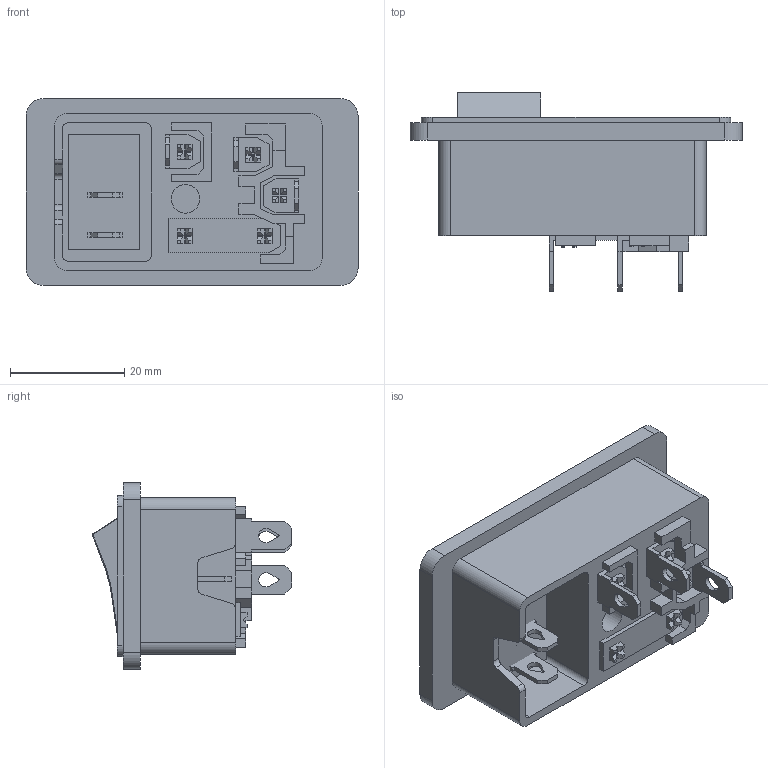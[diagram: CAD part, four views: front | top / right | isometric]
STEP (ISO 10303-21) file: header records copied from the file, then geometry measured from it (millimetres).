
FILE_DESCRIPTION(/* description */ (''),/* implementation_level */ '2;1');
FILE_NAME(/* name */ '0f548eda-29a9-403f-9a1a-a60aa357766a.stp',/* time_stamp */ '2018-01-15T08:10:54+00:00',/* author */ (''),/* organization */ (''),/* preprocessor_version */ 'ST-DEVELOPER v16.13',/* originating_system */ 'Autodesk Translation Framework v6.5.0.72',/* authorisation */ '');
FILE_SCHEMA (('AUTOMOTIVE_DESIGN { 1 0 10303 214 3 1 1 }'));
Length unit declared in the file: millimetre
Products named in the file (1): AC Power PLUG w. fuse
Bounding box: 58.1 x 34.85 x 32.67 mm (x, y, z)
Volume: 18987.1 mm3; surface area: 13186.9 mm2
Topology: 11 solids, 11 shells, 419 faces, 1124 edges, 742 vertices
Faces by surface type: plane 357, cylinder 53, bspline 7, sphere 2
Full cylindrical faces by diameter (mm): 5 x1
Entity records: 13148 total; most frequent: CARTESIAN_POINT 2511, ORIENTED_EDGE 2248, DIRECTION 2050, EDGE_CURVE 1124, LINE 1000, VECTOR 1000, VERTEX_POINT 742, AXIS2_PLACEMENT_3D 525
